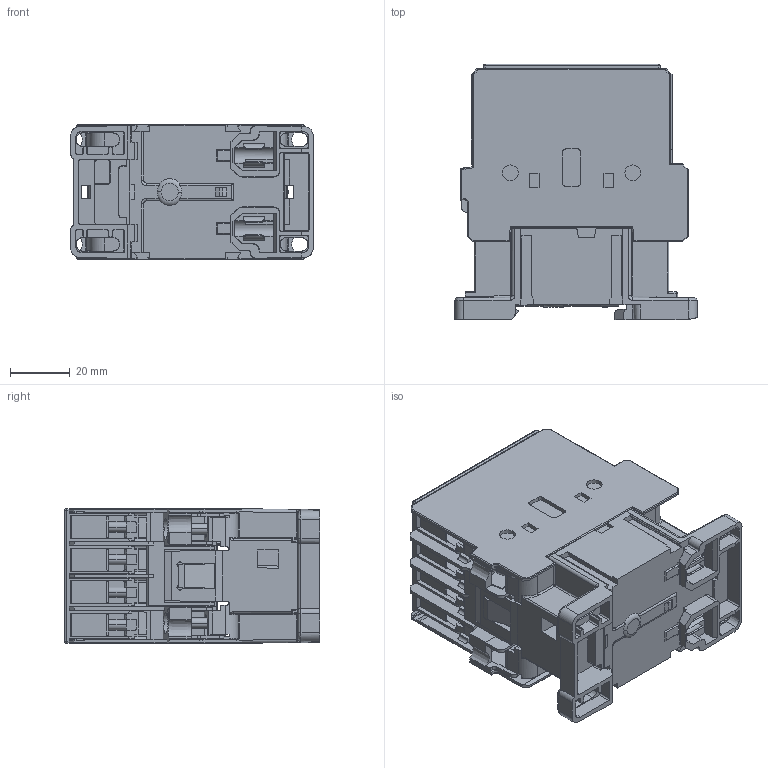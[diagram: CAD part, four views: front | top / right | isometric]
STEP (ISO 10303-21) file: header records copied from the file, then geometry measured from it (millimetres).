
FILE_DESCRIPTION((''),'2;1');
FILE_NAME('HJHJHJHJHJ_ASM','2021-06-22T',('marketing.praksa'),('Audax d.o.o.'),'CREO PARAMETRIC BY PTC INC, 2017480','CREO PARAMETRIC BY PTC INC, 2017480','');
FILE_SCHEMA(('AUTOMOTIVE_DESIGN { 1 0 10303 214 1 1 1 1 }'));
Products named in the file (15): A_P1_1; PRT9537_1; CWM9_18-CAWM4_1_1_2_1_1_1_1; CWM9_18-CAWM4_1_1_2_2_1_1_1; CWM9_18-CAWM4_1_1_2_3_1_1_1; CWM9_18-CAWM4_1_1_2_4_1_1_1; TMP_DWG_65_1_1_1_2_1_1_1; TMP_DWG_65_1_2_1_2_1_1_1; TMP_DWG_65_1_3_1_2_1_1_1; CRM-82TO_1_ASM_1_1_ASM_1_ASM; CWM9_18-CAWM4_1_1_2_5_1_1_1; PRT9538_1; CUT2_1; 004642120_CEM9_10_24V_50-60HZ_A_ASM; HJHJHJHJHJ_ASM
Assembly tree (14 placements, depth 4):
  HJHJHJHJHJ_ASM
    004642120_CEM9_10_24V_50-60HZ_A_ASM
      A_P1_1
      PRT9537_1
      CWM9_18-CAWM4_1_1_2_1_1_1_1
      CWM9_18-CAWM4_1_1_2_2_1_1_1
      CWM9_18-CAWM4_1_1_2_3_1_1_1
      CWM9_18-CAWM4_1_1_2_4_1_1_1
      CRM-82TO_1_ASM_1_1_ASM_1_ASM
        TMP_DWG_65_1_1_1_2_1_1_1
        TMP_DWG_65_1_2_1_2_1_1_1
        TMP_DWG_65_1_3_1_2_1_1_1
      CWM9_18-CAWM4_1_1_2_5_1_1_1
      PRT9538_1
      CUT2_1
Bounding box: 81 x 85.55 x 45 mm (x, y, z)
Volume: 49.9 mm3; surface area: 78227.2 mm2
Topology: 3 solids, 25 shells, 3199 faces, 9076 edges, 5816 vertices
Faces by surface type: plane 2215, cylinder 695, bspline 164, cone 58, torus 50, sphere 17
Entity records: 168261 total; most frequent: CARTESIAN_POINT 37286, ORIENTED_EDGE 17878, DIRECTION 15005, PRESENTATION_STYLE_ASSIGNMENT 12248, STYLED_ITEM 12248, CURVE_STYLE 9031, EDGE_CURVE 9031, VECTOR 6645
